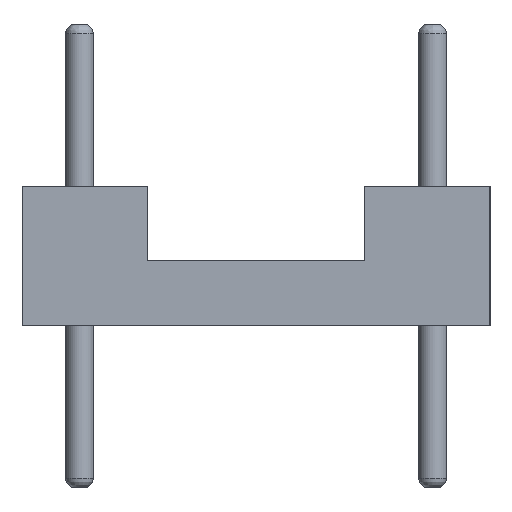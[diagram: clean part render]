
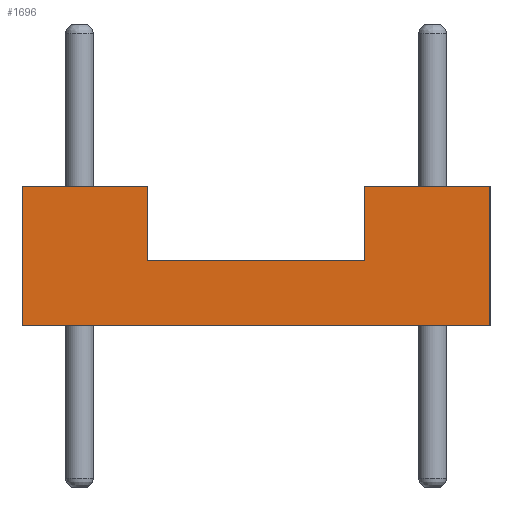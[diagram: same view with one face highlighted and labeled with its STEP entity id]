
A CAD part, left-side view. The second image highlights one B-rep face of the part: STEP entity #1696.
In plain terms, the highlighted planar face has unit normal (-1, 0, 0).
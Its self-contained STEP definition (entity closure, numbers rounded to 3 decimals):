
#119=PLANE('',#1938);
#149=LINE('',#3652,#233);
#150=LINE('',#3655,#234);
#170=LINE('',#3699,#254);
#175=LINE('',#3725,#259);
#176=LINE('',#3743,#260);
#177=LINE('',#3745,#261);
#178=LINE('',#3747,#262);
#179=LINE('',#3748,#263);
#233=VECTOR('',#2324,10.);
#234=VECTOR('',#2327,10.);
#254=VECTOR('',#2359,10.);
#259=VECTOR('',#2382,10.);
#260=VECTOR('',#2401,10.);
#261=VECTOR('',#2402,10.);
#262=VECTOR('',#2403,10.);
#263=VECTOR('',#2404,10.);
#418=FACE_OUTER_BOUND('',#548,.T.);
#548=EDGE_LOOP('',(#1429,#1430,#1431,#1432,#1433,#1434,#1435,#1436));
#820=VERTEX_POINT('',#3646);
#822=VERTEX_POINT('',#3650);
#823=VERTEX_POINT('',#3654);
#841=VERTEX_POINT('',#3698);
#850=VERTEX_POINT('',#3718);
#853=VERTEX_POINT('',#3723);
#862=VERTEX_POINT('',#3744);
#863=VERTEX_POINT('',#3746);
#1018=EDGE_CURVE('',#820,#822,#149,.T.);
#1019=EDGE_CURVE('',#822,#823,#150,.T.);
#1041=EDGE_CURVE('',#820,#841,#170,.T.);
#1054=EDGE_CURVE('',#853,#850,#175,.T.);
#1063=EDGE_CURVE('',#823,#850,#176,.T.);
#1064=EDGE_CURVE('',#862,#853,#177,.T.);
#1065=EDGE_CURVE('',#863,#862,#178,.T.);
#1066=EDGE_CURVE('',#863,#841,#179,.T.);
#1429=ORIENTED_EDGE('',*,*,#1018,.T.);
#1430=ORIENTED_EDGE('',*,*,#1019,.T.);
#1431=ORIENTED_EDGE('',*,*,#1063,.T.);
#1432=ORIENTED_EDGE('',*,*,#1054,.F.);
#1433=ORIENTED_EDGE('',*,*,#1064,.F.);
#1434=ORIENTED_EDGE('',*,*,#1065,.F.);
#1435=ORIENTED_EDGE('',*,*,#1066,.T.);
#1436=ORIENTED_EDGE('',*,*,#1041,.F.);
#1696=ADVANCED_FACE('',(#418),#119,.T.);
#1938=AXIS2_PLACEMENT_3D('',#3742,#2399,#2400);
#2324=DIRECTION('',(0.,0.,-1.));
#2327=DIRECTION('',(0.,1.,0.));
#2359=DIRECTION('',(0.,-1.,0.));
#2382=DIRECTION('',(0.,-1.,0.));
#2399=DIRECTION('center_axis',(-1.,0.,0.));
#2400=DIRECTION('ref_axis',(0.,-1.,0.));
#2401=DIRECTION('',(0.,0.,1.));
#2402=DIRECTION('',(0.,0.,1.));
#2403=DIRECTION('',(0.,1.,0.));
#2404=DIRECTION('',(0.,0.,1.));
#3646=CARTESIAN_POINT('',(-10.16,-2.35,3.));
#3650=CARTESIAN_POINT('',(-10.16,-2.35,1.4));
#3652=CARTESIAN_POINT('',(-10.16,-2.35,1.5));
#3654=CARTESIAN_POINT('',(-10.16,2.335,1.4));
#3655=CARTESIAN_POINT('',(-10.16,2.521,1.4));
#3698=CARTESIAN_POINT('',(-10.16,-5.05,3.));
#3699=CARTESIAN_POINT('',(-10.16,-5.05,3.));
#3718=CARTESIAN_POINT('',(-10.16,2.335,3.));
#3723=CARTESIAN_POINT('',(-10.16,5.05,3.));
#3725=CARTESIAN_POINT('',(-10.16,-5.05,3.));
#3742=CARTESIAN_POINT('Origin',(-10.16,5.05,0.));
#3743=CARTESIAN_POINT('',(-10.16,2.335,1.5));
#3744=CARTESIAN_POINT('',(-10.16,5.05,0.));
#3745=CARTESIAN_POINT('',(-10.16,5.05,0.));
#3746=CARTESIAN_POINT('',(-10.16,-5.05,0.));
#3747=CARTESIAN_POINT('',(-10.16,-5.05,0.));
#3748=CARTESIAN_POINT('',(-10.16,-5.05,0.));
